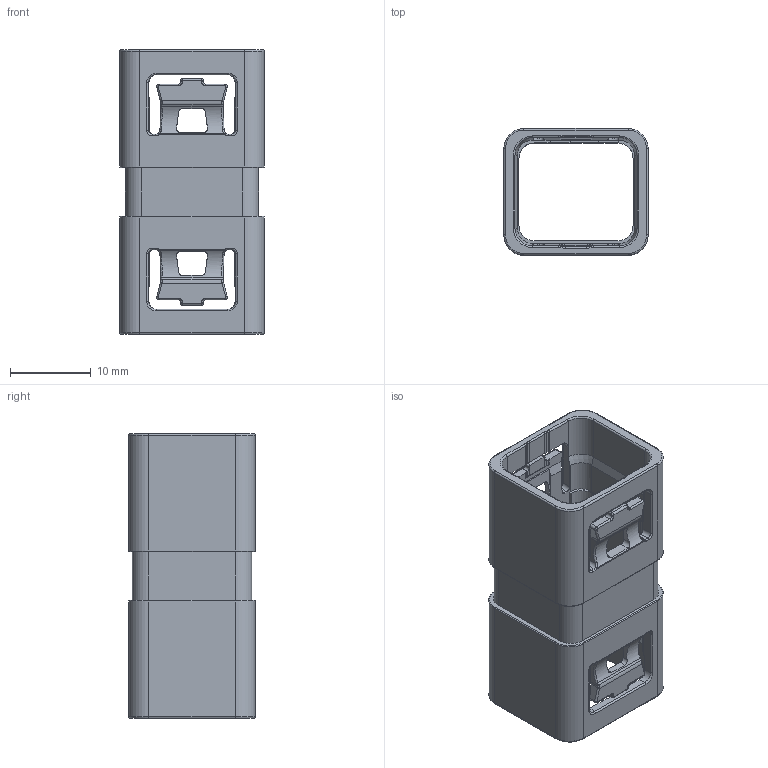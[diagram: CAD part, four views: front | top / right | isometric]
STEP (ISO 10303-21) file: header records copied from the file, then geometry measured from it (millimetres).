
FILE_DESCRIPTION((''),'2;1');
FILE_NAME('SIM2S100B','2019-09-18T',('presta_be4'),(''),'PRO/ENGINEER BY PARAMETRIC TECHNOLOGY CORPORATION, 2014310','PRO/ENGINEER BY PARAMETRIC TECHNOLOGY CORPORATION, 2014310','');
FILE_SCHEMA(('CONFIG_CONTROL_DESIGN'));
Length unit declared in the file: millimetre
Products named in the file (1): SIM2S100B
Bounding box: 17.9 x 15.7 x 35.3 mm (x, y, z)
Volume: 2788.7 mm3; surface area: 4227 mm2
Topology: 1 solids, 1 shells, 878 faces, 2283 edges, 1426 vertices
Faces by surface type: plane 328, cylinder 252, extrusion 150, bspline 72, torus 60, sphere 8, cone 8
Entity records: 29608 total; most frequent: CARTESIAN_POINT 9128, ORIENTED_EDGE 4566, DIRECTION 3667, EDGE_CURVE 2283, VERTEX_POINT 1426, VECTOR 1423, LINE 1273, AXIS2_PLACEMENT_3D 1122
